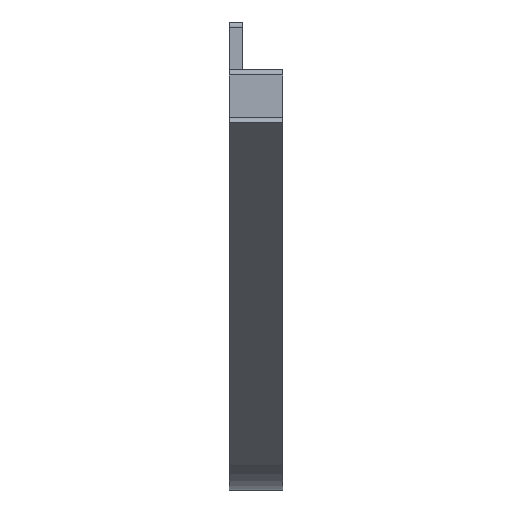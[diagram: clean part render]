
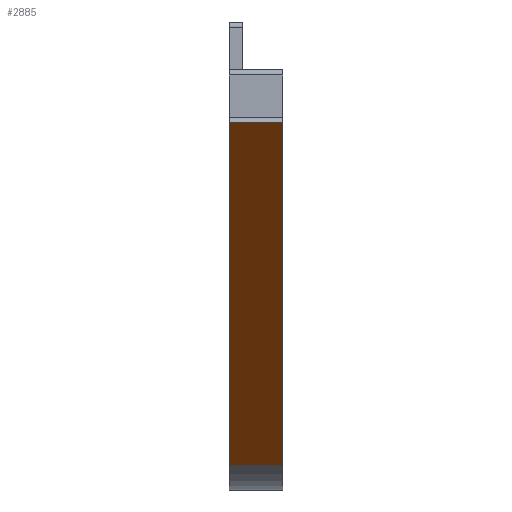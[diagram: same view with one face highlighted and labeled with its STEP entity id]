
A CAD part, left-side view. The second image highlights one B-rep face of the part: STEP entity #2885.
In plain terms, the highlighted planar face has unit normal (-0.657, 0, -0.753).
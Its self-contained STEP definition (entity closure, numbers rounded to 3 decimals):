
#187 = LINE ( 'NONE', #2154, #1003 ) ;
#192 = CARTESIAN_POINT ( 'NONE',  ( 4.447, 10.16, -64.74 ) ) ;
#365 = ORIENTED_EDGE ( 'NONE', *, *, #765, .F. ) ;
#372 = CARTESIAN_POINT ( 'NONE',  ( -30.149, 0., -34.554 ) ) ;
#395 = ORIENTED_EDGE ( 'NONE', *, *, #1107, .F. ) ;
#414 = FACE_OUTER_BOUND ( 'NONE', #2543, .T. ) ;
#560 = CARTESIAN_POINT ( 'NONE',  ( -30.149, 10.16, -34.554 ) ) ;
#757 = CARTESIAN_POINT ( 'NONE',  ( 4.447, 0., -64.74 ) ) ;
#765 = EDGE_CURVE ( 'NONE', #2664, #1236, #1852, .T. ) ;
#1003 = VECTOR ( 'NONE', #1535, 1000. ) ;
#1015 = EDGE_CURVE ( 'NONE', #2664, #1640, #2231, .T. ) ;
#1107 = EDGE_CURVE ( 'NONE', #1236, #2010, #3069, .T. ) ;
#1120 = DIRECTION ( 'NONE',  ( 0.754, 0., -0.657 ) ) ;
#1236 = VERTEX_POINT ( 'NONE', #1650 ) ;
#1426 = AXIS2_PLACEMENT_3D ( 'NONE', #2655, #2438, #1898 ) ;
#1535 = DIRECTION ( 'NONE',  ( 0., -1., 0. ) ) ;
#1608 = DIRECTION ( 'NONE',  ( 0., -1., 0. ) ) ;
#1640 = VERTEX_POINT ( 'NONE', #192 ) ;
#1650 = CARTESIAN_POINT ( 'NONE',  ( -69.751, 0., 0. ) ) ;
#1715 = ORIENTED_EDGE ( 'NONE', *, *, #1015, .T. ) ;
#1796 = CARTESIAN_POINT ( 'NONE',  ( -69.751, 10.16, 0. ) ) ;
#1837 = VECTOR ( 'NONE', #2781, 1000. ) ;
#1852 = LINE ( 'NONE', #1796, #3116 ) ;
#1898 = DIRECTION ( 'NONE',  ( -0.754, 0., 0.657 ) ) ;
#1977 = EDGE_CURVE ( 'NONE', #1640, #2010, #187, .T. ) ;
#2010 = VERTEX_POINT ( 'NONE', #757 ) ;
#2054 = CARTESIAN_POINT ( 'NONE',  ( -69.751, 10.16, 0. ) ) ;
#2134 = PLANE ( 'NONE',  #1426 ) ;
#2154 = CARTESIAN_POINT ( 'NONE',  ( 4.447, 10.16, -64.74 ) ) ;
#2231 = LINE ( 'NONE', #560, #1837 ) ;
#2438 = DIRECTION ( 'NONE',  ( -0.657, 0., -0.754 ) ) ;
#2543 = EDGE_LOOP ( 'NONE', ( #395, #365, #1715, #2786 ) ) ;
#2655 = CARTESIAN_POINT ( 'NONE',  ( -30.149, 10.16, -34.554 ) ) ;
#2664 = VERTEX_POINT ( 'NONE', #2054 ) ;
#2710 = VECTOR ( 'NONE', #1120, 1000. ) ;
#2781 = DIRECTION ( 'NONE',  ( 0.754, 0., -0.657 ) ) ;
#2786 = ORIENTED_EDGE ( 'NONE', *, *, #1977, .T. ) ;
#2885 = ADVANCED_FACE ( 'NONE', ( #414 ), #2134, .T. ) ;
#3069 = LINE ( 'NONE', #372, #2710 ) ;
#3116 = VECTOR ( 'NONE', #1608, 1000. ) ;
